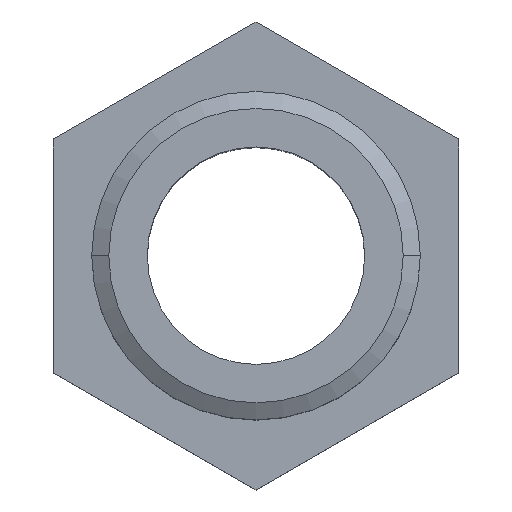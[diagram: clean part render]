
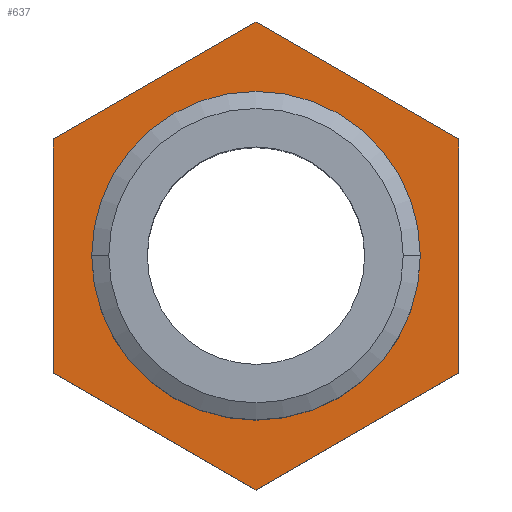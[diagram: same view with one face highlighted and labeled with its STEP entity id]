
A CAD part, top view. The second image highlights one B-rep face of the part: STEP entity #637.
In plain terms, the highlighted planar face has unit normal (0, 0, 1).
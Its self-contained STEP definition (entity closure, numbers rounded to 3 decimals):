
#12 = ORIENTED_EDGE ( 'NONE', *, *, #703, .F. ) ;
#24 = DIRECTION ( 'NONE',  ( -1., 0., 0. ) ) ;
#41 = CARTESIAN_POINT ( 'NONE',  ( -20.5, 16.625, -16. ) ) ;
#43 = LINE ( 'NONE', #388, #381 ) ;
#66 = ORIENTED_EDGE ( 'NONE', *, *, #918, .F. ) ;
#87 = ORIENTED_EDGE ( 'NONE', *, *, #1019, .F. ) ;
#89 = EDGE_CURVE ( 'NONE', #384, #824, #953, .T. ) ;
#97 = CARTESIAN_POINT ( 'NONE',  ( 17.449, -13.597, -16. ) ) ;
#100 = CARTESIAN_POINT ( 'NONE',  ( -16.625, 0., -16. ) ) ;
#110 = PLANE ( 'NONE',  #187 ) ;
#124 = CARTESIAN_POINT ( 'NONE',  ( 0., 0., -16. ) ) ;
#129 = VERTEX_POINT ( 'NONE', #100 ) ;
#157 = DIRECTION ( 'NONE',  ( 1., 0., 0. ) ) ;
#167 = CARTESIAN_POINT ( 'NONE',  ( -3.051, 21.91, -16. ) ) ;
#182 = CARTESIAN_POINT ( 'NONE',  ( -17.449, -13.597, -16. ) ) ;
#185 = LINE ( 'NONE', #533, #292 ) ;
#187 = AXIS2_PLACEMENT_3D ( 'NONE', #457, #797, #24 ) ;
#197 = CARTESIAN_POINT ( 'NONE',  ( 20.5, 11.836, -16. ) ) ;
#245 = CARTESIAN_POINT ( 'NONE',  ( 20.5, -11.836, -16. ) ) ;
#292 = VECTOR ( 'NONE', #872, 1000. ) ;
#302 = EDGE_CURVE ( 'NONE', #304, #630, #43, .T. ) ;
#304 = VERTEX_POINT ( 'NONE', #992 ) ;
#381 = VECTOR ( 'NONE', #732, 1000. ) ;
#384 = VERTEX_POINT ( 'NONE', #830 ) ;
#386 = DIRECTION ( 'NONE',  ( 0., 1., 0. ) ) ;
#388 = CARTESIAN_POINT ( 'NONE',  ( 3.051, 21.91, -16. ) ) ;
#402 = CARTESIAN_POINT ( 'NONE',  ( -20.5, -11.836, -16. ) ) ;
#411 = ORIENTED_EDGE ( 'NONE', *, *, #737, .F. ) ;
#442 = CIRCLE ( 'NONE', #584, 16.625 ) ;
#446 = DIRECTION ( 'NONE',  ( -0.866, -0.5, 0. ) ) ;
#457 = CARTESIAN_POINT ( 'NONE',  ( 0., 16.625, -16. ) ) ;
#469 = DIRECTION ( 'NONE',  ( 0., 0., 1. ) ) ;
#489 = EDGE_CURVE ( 'NONE', #1016, #304, #938, .T. ) ;
#505 = ORIENTED_EDGE ( 'NONE', *, *, #302, .F. ) ;
#506 = VECTOR ( 'NONE', #526, 1000. ) ;
#513 = DIRECTION ( 'NONE',  ( 0.866, 0.5, 0. ) ) ;
#526 = DIRECTION ( 'NONE',  ( -0.866, 0.5, 0. ) ) ;
#533 = CARTESIAN_POINT ( 'NONE',  ( 20.5, 16.625, -16. ) ) ;
#542 = FACE_BOUND ( 'NONE', #1100, .T. ) ;
#569 = AXIS2_PLACEMENT_3D ( 'NONE', #124, #469, #808 ) ;
#584 = AXIS2_PLACEMENT_3D ( 'NONE', #590, #931, #157 ) ;
#588 = EDGE_CURVE ( 'NONE', #630, #911, #185, .T. ) ;
#590 = CARTESIAN_POINT ( 'NONE',  ( 0., 0., -16. ) ) ;
#619 = VERTEX_POINT ( 'NONE', #790 ) ;
#630 = VERTEX_POINT ( 'NONE', #197 ) ;
#637 = ADVANCED_FACE ( 'NONE', ( #542, #880 ), #110, .F. ) ;
#665 = ORIENTED_EDGE ( 'NONE', *, *, #588, .F. ) ;
#703 = EDGE_CURVE ( 'NONE', #129, #619, #1051, .T. ) ;
#732 = DIRECTION ( 'NONE',  ( 0.866, -0.5, 0. ) ) ;
#737 = EDGE_CURVE ( 'NONE', #824, #1016, #812, .T. ) ;
#758 = ORIENTED_EDGE ( 'NONE', *, *, #489, .F. ) ;
#790 = CARTESIAN_POINT ( 'NONE',  ( 16.625, 0., -16. ) ) ;
#797 = DIRECTION ( 'NONE',  ( 0., 0., -1. ) ) ;
#808 = DIRECTION ( 'NONE',  ( 1., 0., 0. ) ) ;
#812 = LINE ( 'NONE', #41, #849 ) ;
#824 = VERTEX_POINT ( 'NONE', #402 ) ;
#830 = CARTESIAN_POINT ( 'NONE',  ( 0., -23.671, -16. ) ) ;
#849 = VECTOR ( 'NONE', #386, 1000. ) ;
#872 = DIRECTION ( 'NONE',  ( 0., -1., 0. ) ) ;
#880 = FACE_OUTER_BOUND ( 'NONE', #1059, .T. ) ;
#885 = VECTOR ( 'NONE', #513, 1000. ) ;
#911 = VERTEX_POINT ( 'NONE', #245 ) ;
#918 = EDGE_CURVE ( 'NONE', #619, #129, #442, .T. ) ;
#931 = DIRECTION ( 'NONE',  ( 0., 0., 1. ) ) ;
#934 = ORIENTED_EDGE ( 'NONE', *, *, #89, .F. ) ;
#938 = LINE ( 'NONE', #167, #885 ) ;
#953 = LINE ( 'NONE', #182, #506 ) ;
#955 = LINE ( 'NONE', #97, #1053 ) ;
#992 = CARTESIAN_POINT ( 'NONE',  ( 0., 23.671, -16. ) ) ;
#1016 = VERTEX_POINT ( 'NONE', #1039 ) ;
#1019 = EDGE_CURVE ( 'NONE', #911, #384, #955, .T. ) ;
#1039 = CARTESIAN_POINT ( 'NONE',  ( -20.5, 11.836, -16. ) ) ;
#1051 = CIRCLE ( 'NONE', #569, 16.625 ) ;
#1053 = VECTOR ( 'NONE', #446, 1000. ) ;
#1059 = EDGE_LOOP ( 'NONE', ( #87, #665, #505, #758, #411, #934 ) ) ;
#1100 = EDGE_LOOP ( 'NONE', ( #66, #12 ) ) ;
